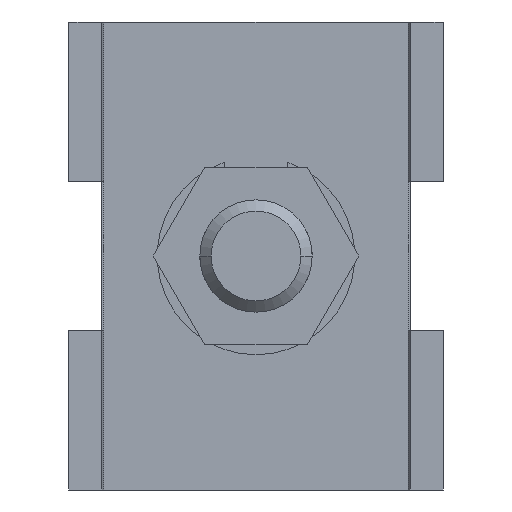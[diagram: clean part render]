
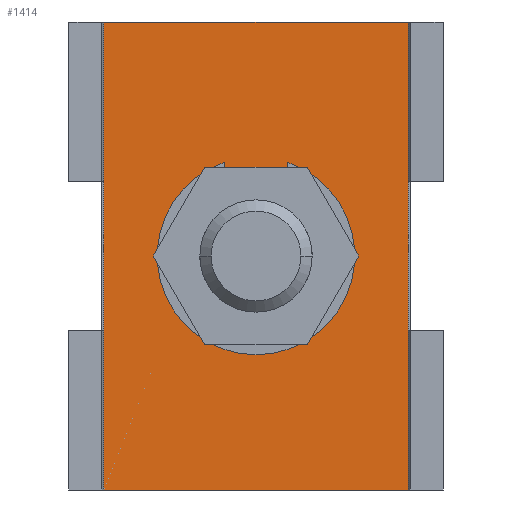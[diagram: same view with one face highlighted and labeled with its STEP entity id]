
A CAD part, front view. The second image highlights one B-rep face of the part: STEP entity #1414.
In plain terms, the highlighted planar face has unit normal (0, -1, 0).
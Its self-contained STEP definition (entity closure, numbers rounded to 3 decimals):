
#1276=DIRECTION('',(1.,0.,0.));
#1277=VECTOR('',#1276,32.5);
#1278=CARTESIAN_POINT('',(-16.25,3.,0.));
#1279=LINE('',#1278,#1277);
#1280=DIRECTION('',(0.,0.,1.));
#1281=VECTOR('',#1280,50.);
#1282=CARTESIAN_POINT('',(-16.25,3.,-50.));
#1283=LINE('',#1282,#1281);
#1288=CARTESIAN_POINT('',(0.,3.,-25.));
#1289=DIRECTION('',(0.,-1.,0.));
#1290=DIRECTION('',(1.,0.,0.));
#1291=AXIS2_PLACEMENT_3D('',#1288,#1289,#1290);
#1293=CARTESIAN_POINT('',(0.,3.,-25.));
#1294=DIRECTION('',(0.,-1.,0.));
#1295=DIRECTION('',(-1.,0.,0.));
#1296=AXIS2_PLACEMENT_3D('',#1293,#1294,#1295);
#1298=DIRECTION('',(0.,0.,1.));
#1299=VECTOR('',#1298,50.);
#1300=CARTESIAN_POINT('',(16.25,3.,-50.));
#1301=LINE('',#1300,#1299);
#1302=DIRECTION('',(1.,0.,0.));
#1303=VECTOR('',#1302,32.5);
#1304=CARTESIAN_POINT('',(-16.25,3.,-50.));
#1305=LINE('',#1304,#1303);
#1344=CARTESIAN_POINT('',(16.25,3.,0.));
#1345=VERTEX_POINT('',#1344);
#1346=CARTESIAN_POINT('',(-16.25,3.,0.));
#1347=VERTEX_POINT('',#1346);
#1349=CARTESIAN_POINT('',(-16.25,3.,-50.));
#1351=VERTEX_POINT('',#1349);
#1352=CARTESIAN_POINT('',(16.25,3.,-50.));
#1353=VERTEX_POINT('',#1352);
#1356=CARTESIAN_POINT('',(6.25,3.,-25.));
#1357=CARTESIAN_POINT('',(-6.25,3.,-25.));
#1358=VERTEX_POINT('',#1356);
#1359=VERTEX_POINT('',#1357);
#1395=CARTESIAN_POINT('',(-16.25,3.,0.));
#1396=DIRECTION('',(0.,-1.,0.));
#1397=DIRECTION('',(-1.,0.,0.));
#1398=AXIS2_PLACEMENT_3D('',#1395,#1396,#1397);
#1399=PLANE('',#1398);
#1400=ORIENTED_EDGE('',*,*,#1375,.T.);
#1402=ORIENTED_EDGE('',*,*,#1401,.F.);
#1404=ORIENTED_EDGE('',*,*,#1403,.F.);
#1405=ORIENTED_EDGE('',*,*,#1386,.T.);
#1406=EDGE_LOOP('',(#1400,#1402,#1404,#1405));
#1407=FACE_OUTER_BOUND('',#1406,.F.);
#1409=ORIENTED_EDGE('',*,*,#1408,.T.);
#1411=ORIENTED_EDGE('',*,*,#1410,.T.);
#1412=EDGE_LOOP('',(#1409,#1411));
#1413=FACE_BOUND('',#1412,.F.);
#1414=ADVANCED_FACE('',(#1407,#1413),#1399,.T.);
#1292=CIRCLE('',#1291,6.25);
#1297=CIRCLE('',#1296,6.25);
#1375=EDGE_CURVE('',#1347,#1345,#1279,.T.);
#1386=EDGE_CURVE('',#1351,#1347,#1283,.T.);
#1401=EDGE_CURVE('',#1353,#1345,#1301,.T.);
#1403=EDGE_CURVE('',#1351,#1353,#1305,.T.);
#1408=EDGE_CURVE('',#1358,#1359,#1292,.T.);
#1410=EDGE_CURVE('',#1359,#1358,#1297,.T.);
